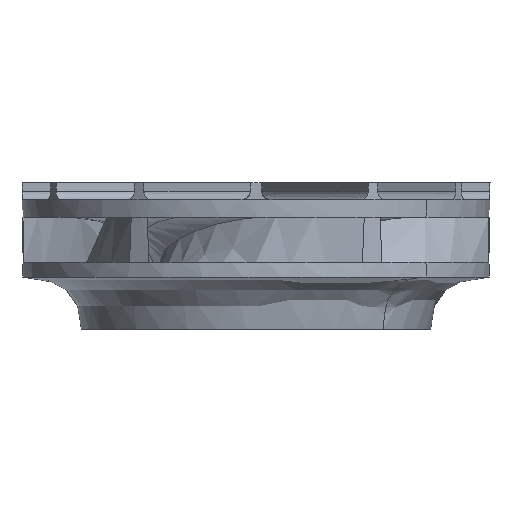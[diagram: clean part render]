
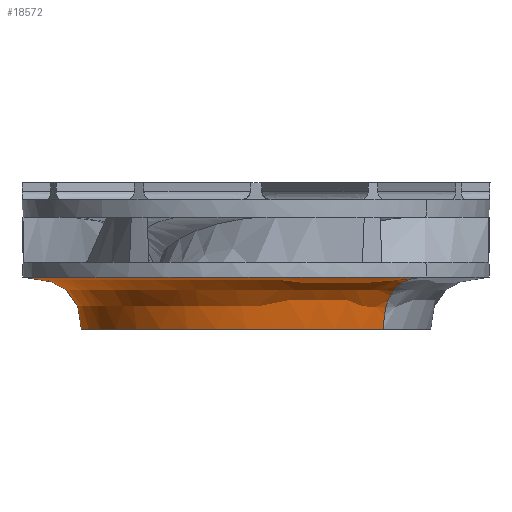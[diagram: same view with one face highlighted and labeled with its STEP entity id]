
A CAD part, left-side view. The second image highlights one B-rep face of the part: STEP entity #18572.
In plain terms, the highlighted free-form (B-spline) face has degree [2, 3] with [3, 4] control points.
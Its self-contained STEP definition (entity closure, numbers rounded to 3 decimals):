
#278 = CARTESIAN_POINT ( 'NONE',  ( 14.288, 15.209, 4.659 ) ) ;
#443 = FACE_OUTER_BOUND ( 'NONE', #15577, .T. ) ;
#1129 = VERTEX_POINT ( 'NONE', #14186 ) ;
#1531 = VERTEX_POINT ( 'NONE', #23915 ) ;
#2552 = EDGE_CURVE ( 'NONE', #14680, #1531, #24592, .T. ) ;
#3852 = CARTESIAN_POINT ( 'NONE',  ( 10.693, 11.382, -0.002 ) ) ;
#4573 = CARTESIAN_POINT ( 'NONE',  ( 14.288, 15.209, 4.659 ) ) ;
#6244 = CARTESIAN_POINT ( 'NONE',  ( -33.457, 10.004, 4.659 ) ) ;
#6925 = ORIENTED_EDGE ( 'NONE', *, *, #7418, .F. ) ;
#7418 = EDGE_CURVE ( 'NONE', #14680, #1129, #17830, .T. ) ;
#8387 = CARTESIAN_POINT ( 'NONE',  ( -10.693, -11.382, -0.002 ) ) ;
#8470 = AXIS2_PLACEMENT_3D ( 'NONE', #16418, #10977, #9080 ) ;
#8932 = VERTEX_POINT ( 'NONE', #16517 ) ;
#9080 = DIRECTION ( 'NONE',  ( -0.685, -0.729, 0. ) ) ;
#10142 = CARTESIAN_POINT ( 'NONE',  ( 10.693, 11.382, -0.002 ) ) ;
#10270 = CARTESIAN_POINT ( 'NONE',  ( -12.071, 32.768, -0.002 ) ) ;
#10977 = DIRECTION ( 'NONE',  ( 0., 0., 1. ) ) ;
#10994 = AXIS2_PLACEMENT_3D ( 'NONE', #23539, #13434, #23168 ) ;
#12166 = CARTESIAN_POINT ( 'NONE',  ( -10.693, -11.382, -0.002 ) ) ;
#12229 = ORIENTED_EDGE ( 'NONE', *, *, #20426, .F. ) ;
#13007 = CIRCLE ( 'NONE', #10994, 20.868 ) ;
#13085 =( BOUNDED_SURFACE ( )  B_SPLINE_SURFACE ( 2, 3, ( 
 ( #12166, #15835, #10270, #10142 ),
 ( #23544, #6244, #13942, #21653 ),
 ( #17856, #15953, #17698, #278 ) ),
 .UNSPECIFIED., .F., .F., .T. ) 
 B_SPLINE_SURFACE_WITH_KNOTS ( ( 3, 3 ),
 ( 4, 4 ),
 ( 0., 1. ),
 ( 0., 1. ),
 .UNSPECIFIED. ) 
 GEOMETRIC_REPRESENTATION_ITEM ( )  RATIONAL_B_SPLINE_SURFACE ( (
 ( 1., 0.333, 0.333, 1.),
 ( 1., 0.333, 0.333, 1.),
 ( 1., 0.333, 0.333, 1.) ) ) 
 REPRESENTATION_ITEM ( '' )  SURFACE ( )  );
#13434 = DIRECTION ( 'NONE',  ( 0., 0., 1. ) ) ;
#13942 = CARTESIAN_POINT ( 'NONE',  ( -12.071, 32.768, 4.659 ) ) ;
#14186 = CARTESIAN_POINT ( 'NONE',  ( 14.288, 15.209, 4.659 ) ) ;
#14188 = CARTESIAN_POINT ( 'NONE',  ( -10.693, -11.382, 4.659 ) ) ;
#14680 = VERTEX_POINT ( 'NONE', #21308 ) ;
#15577 = EDGE_LOOP ( 'NONE', ( #15972, #24458, #12229, #6925 ) ) ;
#15590 = CARTESIAN_POINT ( 'NONE',  ( 10.693, 11.382, 4.659 ) ) ;
#15835 = CARTESIAN_POINT ( 'NONE',  ( -33.457, 10.004, -0.002 ) ) ;
#15953 = CARTESIAN_POINT ( 'NONE',  ( -44.706, 13.368, 4.659 ) ) ;
#15972 = ORIENTED_EDGE ( 'NONE', *, *, #2552, .T. ) ;
#16418 = CARTESIAN_POINT ( 'NONE',  ( 0., 0., -0.002 ) ) ;
#16517 = CARTESIAN_POINT ( 'NONE',  ( -14.288, -15.209, 4.659 ) ) ;
#16791 = EDGE_CURVE ( 'NONE', #1531, #8932, #20178, .T. ) ;
#17698 = CARTESIAN_POINT ( 'NONE',  ( -16.129, 43.786, 4.659 ) ) ;
#17830 = B_SPLINE_CURVE_WITH_KNOTS ( 'NONE', 2,
 ( #3852, #15590, #4573 ),
 .UNSPECIFIED., .F., .F.,
 ( 3, 3 ),
 ( 0., 1. ),
 .UNSPECIFIED. ) ;
#17856 = CARTESIAN_POINT ( 'NONE',  ( -14.288, -15.209, 4.659 ) ) ;
#18572 = ADVANCED_FACE ( 'NONE', ( #443 ), #13085, .T. ) ;
#20178 = B_SPLINE_CURVE_WITH_KNOTS ( 'NONE', 2,
 ( #8387, #14188, #21898 ),
 .UNSPECIFIED., .F., .F.,
 ( 3, 3 ),
 ( 0., 1. ),
 .UNSPECIFIED. ) ;
#20426 = EDGE_CURVE ( 'NONE', #1129, #8932, #13007, .T. ) ;
#21308 = CARTESIAN_POINT ( 'NONE',  ( 10.693, 11.382, -0.002 ) ) ;
#21653 = CARTESIAN_POINT ( 'NONE',  ( 10.693, 11.382, 4.659 ) ) ;
#21898 = CARTESIAN_POINT ( 'NONE',  ( -14.288, -15.209, 4.659 ) ) ;
#23168 = DIRECTION ( 'NONE',  ( -0.685, -0.729, 0. ) ) ;
#23539 = CARTESIAN_POINT ( 'NONE',  ( 0., 0., 4.659 ) ) ;
#23544 = CARTESIAN_POINT ( 'NONE',  ( -10.693, -11.382, 4.659 ) ) ;
#23915 = CARTESIAN_POINT ( 'NONE',  ( -10.693, -11.382, -0.002 ) ) ;
#24458 = ORIENTED_EDGE ( 'NONE', *, *, #16791, .T. ) ;
#24592 = CIRCLE ( 'NONE', #8470, 15.617 ) ;
